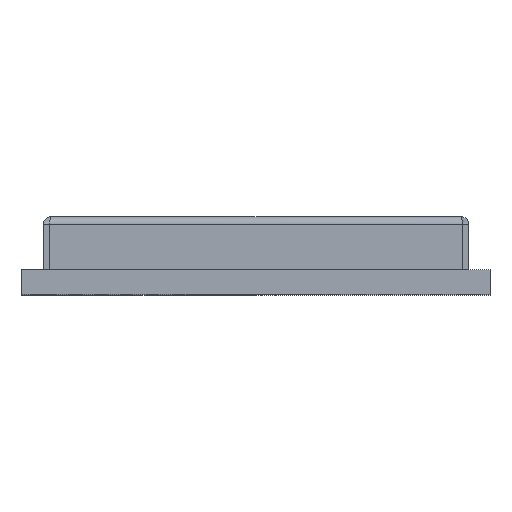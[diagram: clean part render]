
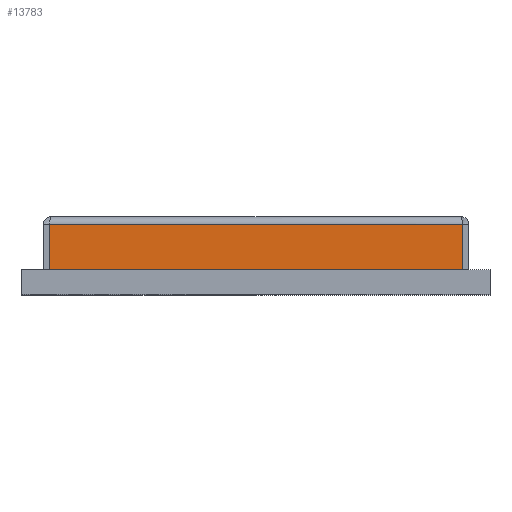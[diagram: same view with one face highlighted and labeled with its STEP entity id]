
A CAD part, top view. The second image highlights one B-rep face of the part: STEP entity #13783.
In plain terms, the highlighted planar face has unit normal (0, 0, 1).
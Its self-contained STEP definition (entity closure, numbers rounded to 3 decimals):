
#2559 = CARTESIAN_POINT ( 'NONE',  ( 0., 0., 9.75 ) ) ;
#4022 = CARTESIAN_POINT ( 'NONE',  ( 0., 2.3, 9.75 ) ) ;
#4616 = EDGE_LOOP ( 'NONE', ( #10729, #18016, #21015, #8337 ) ) ;
#4871 = CARTESIAN_POINT ( 'NONE',  ( -6.799, 2.3, 9.75 ) ) ;
#5146 = VERTEX_POINT ( 'NONE', #8862 ) ;
#5427 = EDGE_CURVE ( 'NONE', #10549, #14710, #16090, .T. ) ;
#6509 = DIRECTION ( 'NONE',  ( 0., 1., 0. ) ) ;
#6767 = LINE ( 'NONE', #18795, #24342 ) ;
#7439 = EDGE_CURVE ( 'NONE', #17699, #14710, #22299, .T. ) ;
#8337 = ORIENTED_EDGE ( 'NONE', *, *, #5427, .T. ) ;
#8862 = CARTESIAN_POINT ( 'NONE',  ( 6.799, 0.8, 9.75 ) ) ;
#9695 = CARTESIAN_POINT ( 'NONE',  ( -7., 0.8, 9.75 ) ) ;
#10248 = DIRECTION ( 'NONE',  ( -1., 0., 0. ) ) ;
#10549 = VERTEX_POINT ( 'NONE', #14327 ) ;
#10729 = ORIENTED_EDGE ( 'NONE', *, *, #7439, .F. ) ;
#10732 = AXIS2_PLACEMENT_3D ( 'NONE', #2559, #18985, #21248 ) ;
#11377 = VECTOR ( 'NONE', #14011, 1000. ) ;
#11889 = LINE ( 'NONE', #9695, #11377 ) ;
#12369 = FACE_OUTER_BOUND ( 'NONE', #4616, .T. ) ;
#13052 = CARTESIAN_POINT ( 'NONE',  ( -6.799, 2.35, 9.75 ) ) ;
#13783 = ADVANCED_FACE ( 'NONE', ( #12369 ), #25003, .T. ) ;
#14011 = DIRECTION ( 'NONE',  ( -1., 0., 0. ) ) ;
#14327 = CARTESIAN_POINT ( 'NONE',  ( 6.799, 2.3, 9.75 ) ) ;
#14710 = VERTEX_POINT ( 'NONE', #4871 ) ;
#16090 = LINE ( 'NONE', #4022, #24300 ) ;
#17699 = VERTEX_POINT ( 'NONE', #18488 ) ;
#18016 = ORIENTED_EDGE ( 'NONE', *, *, #20320, .F. ) ;
#18488 = CARTESIAN_POINT ( 'NONE',  ( -6.799, 0.8, 9.75 ) ) ;
#18795 = CARTESIAN_POINT ( 'NONE',  ( 6.799, 0., 9.75 ) ) ;
#18985 = DIRECTION ( 'NONE',  ( 0., 0., 1. ) ) ;
#20320 = EDGE_CURVE ( 'NONE', #5146, #17699, #11889, .T. ) ;
#21015 = ORIENTED_EDGE ( 'NONE', *, *, #21756, .T. ) ;
#21248 = DIRECTION ( 'NONE',  ( 0., -1., 0. ) ) ;
#21756 = EDGE_CURVE ( 'NONE', #5146, #10549, #6767, .T. ) ;
#22299 = LINE ( 'NONE', #13052, #22384 ) ;
#22384 = VECTOR ( 'NONE', #24151, 1000. ) ;
#24151 = DIRECTION ( 'NONE',  ( 0., 1., 0. ) ) ;
#24300 = VECTOR ( 'NONE', #10248, 1000. ) ;
#24342 = VECTOR ( 'NONE', #6509, 1000. ) ;
#25003 = PLANE ( 'NONE',  #10732 ) ;
